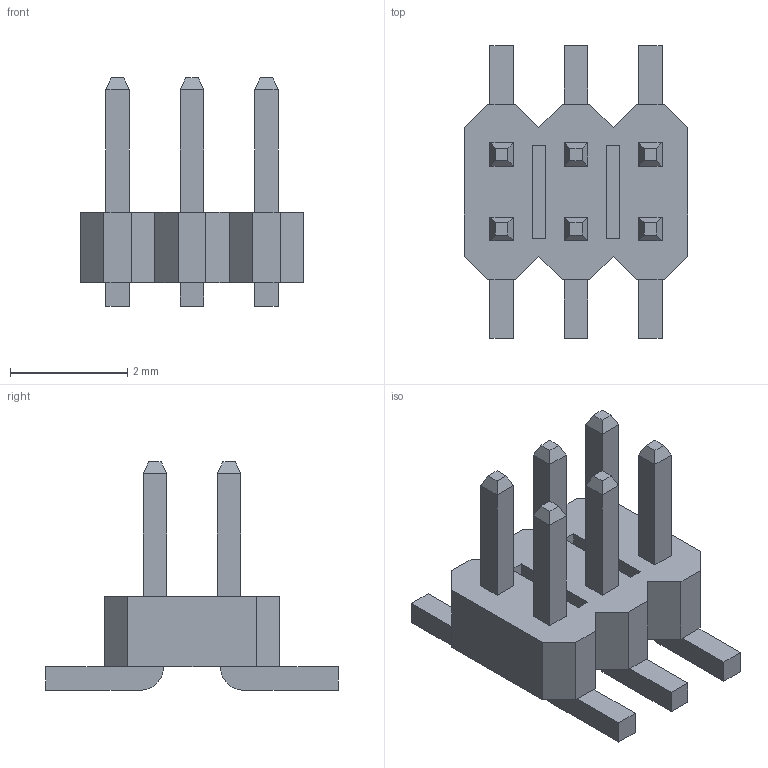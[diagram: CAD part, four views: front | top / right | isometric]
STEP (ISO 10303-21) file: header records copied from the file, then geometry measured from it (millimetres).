
FILE_DESCRIPTION (( 'STEP AP214' ), '1' );
FILE_NAME ('User Library-PLLD1.27-xx-S.STEP', '2020-01-25T10:36:34', ( '' ), ( '' ), 'SwSTEP 2.0', 'SolidWorks 2019', '' );
FILE_SCHEMA (( 'AUTOMOTIVE_DESIGN' ));
Length unit declared in the file: millimetre
Products named in the file (1): User Library-PLLD1.27-xx-S
Bounding box: 3.81 x 5 x 3.9 mm (x, y, z)
Volume: 16.4 mm3; surface area: 76.2 mm2
Topology: 1 solids, 1 shells, 122 faces, 300 edges, 188 vertices
Faces by surface type: plane 116, cylinder 6
Entity records: 4864 total; most frequent: CARTESIAN_POINT 611, ORIENTED_EDGE 600, DIRECTION 558, EDGE_CURVE 300, LINE 288, VECTOR 288, VERTEX_POINT 188, AXIS2_PLACEMENT_3D 135
